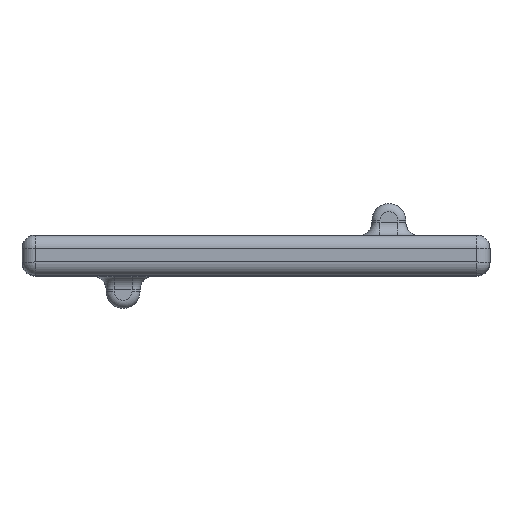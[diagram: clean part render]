
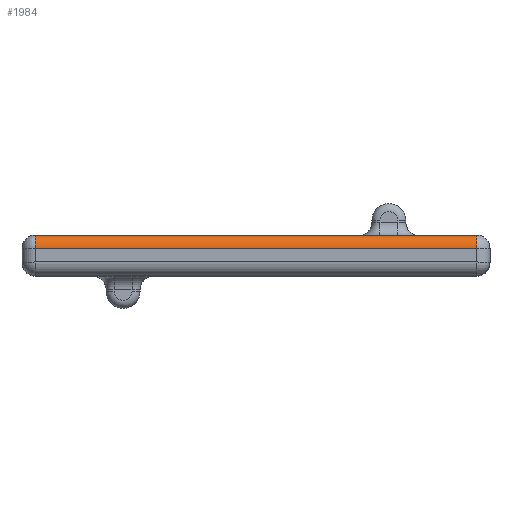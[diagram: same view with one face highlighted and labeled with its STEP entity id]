
A CAD part, top view. The second image highlights one B-rep face of the part: STEP entity #1984.
In plain terms, the highlighted cylindrical face has radius 0.5 mm (diameter 1 mm), a partial arc.
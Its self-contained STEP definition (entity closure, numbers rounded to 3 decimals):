
#189 = PLANE('',#190);
#190 = AXIS2_PLACEMENT_3D('',#191,#192,#193);
#191 = CARTESIAN_POINT('',(-8.7,0.75,25.18));
#192 = DIRECTION('',(0.,-1.,0.));
#193 = DIRECTION('',(0.,0.,-1.));
#713 = VERTEX_POINT('',#714);
#714 = CARTESIAN_POINT('',(8.2,0.75,24.68));
#740 = EDGE_CURVE('',#741,#713,#743,.T.);
#741 = VERTEX_POINT('',#742);
#742 = CARTESIAN_POINT('',(-8.2,0.75,24.68));
#743 = SURFACE_CURVE('',#744,(#748,#755),.PCURVE_S1.);
#744 = LINE('',#745,#746);
#745 = CARTESIAN_POINT('',(-8.7,0.75,24.68));
#746 = VECTOR('',#747,1.);
#747 = DIRECTION('',(1.,0.,0.));
#748 = PCURVE('',#189,#749);
#749 = DEFINITIONAL_REPRESENTATION('',(#750),#754);
#750 = LINE('',#751,#752);
#751 = CARTESIAN_POINT('',(0.5,0.));
#752 = VECTOR('',#753,1.);
#753 = DIRECTION('',(0.,1.));
#754 = ( GEOMETRIC_REPRESENTATION_CONTEXT(2) 
PARAMETRIC_REPRESENTATION_CONTEXT() REPRESENTATION_CONTEXT('2D SPACE',''
  ) );
#755 = PCURVE('',#756,#761);
#756 = CYLINDRICAL_SURFACE('',#757,0.5);
#757 = AXIS2_PLACEMENT_3D('',#758,#759,#760);
#758 = CARTESIAN_POINT('',(-8.7,0.25,24.68));
#759 = DIRECTION('',(1.,0.,0.));
#760 = DIRECTION('',(0.,1.,0.));
#761 = DEFINITIONAL_REPRESENTATION('',(#762),#766);
#762 = LINE('',#763,#764);
#763 = CARTESIAN_POINT('',(0.,0.));
#764 = VECTOR('',#765,1.);
#765 = DIRECTION('',(0.,1.));
#766 = ( GEOMETRIC_REPRESENTATION_CONTEXT(2) 
PARAMETRIC_REPRESENTATION_CONTEXT() REPRESENTATION_CONTEXT('2D SPACE',''
  ) );
#1951 = SPHERICAL_SURFACE('',#1952,0.5);
#1952 = AXIS2_PLACEMENT_3D('',#1953,#1954,#1955);
#1953 = CARTESIAN_POINT('',(8.2,0.25,24.68));
#1954 = DIRECTION('',(0.,0.,-1.));
#1955 = DIRECTION('',(0.,1.,0.));
#1984 = ADVANCED_FACE('',(#1985),#756,.T.);
#1985 = FACE_BOUND('',#1986,.T.);
#1986 = EDGE_LOOP('',(#1987,#1988,#2017,#2045));
#1987 = ORIENTED_EDGE('',*,*,#740,.F.);
#1988 = ORIENTED_EDGE('',*,*,#1989,.T.);
#1989 = EDGE_CURVE('',#741,#1990,#1992,.T.);
#1990 = VERTEX_POINT('',#1991);
#1991 = CARTESIAN_POINT('',(-8.2,0.25,25.18));
#1992 = SURFACE_CURVE('',#1993,(#1998,#2005),.PCURVE_S1.);
#1993 = CIRCLE('',#1994,0.5);
#1994 = AXIS2_PLACEMENT_3D('',#1995,#1996,#1997);
#1995 = CARTESIAN_POINT('',(-8.2,0.25,24.68));
#1996 = DIRECTION('',(1.,0.,-0.));
#1997 = DIRECTION('',(0.,1.,0.));
#1998 = PCURVE('',#756,#1999);
#1999 = DEFINITIONAL_REPRESENTATION('',(#2000),#2004);
#2000 = LINE('',#2001,#2002);
#2001 = CARTESIAN_POINT('',(0.,0.5));
#2002 = VECTOR('',#2003,1.);
#2003 = DIRECTION('',(1.,0.));
#2004 = ( GEOMETRIC_REPRESENTATION_CONTEXT(2) 
PARAMETRIC_REPRESENTATION_CONTEXT() REPRESENTATION_CONTEXT('2D SPACE',''
  ) );
#2005 = PCURVE('',#2006,#2011);
#2006 = SPHERICAL_SURFACE('',#2007,0.5);
#2007 = AXIS2_PLACEMENT_3D('',#2008,#2009,#2010);
#2008 = CARTESIAN_POINT('',(-8.2,0.25,24.68));
#2009 = DIRECTION('',(1.,0.,0.));
#2010 = DIRECTION('',(0.,1.,0.));
#2011 = DEFINITIONAL_REPRESENTATION('',(#2012),#2016);
#2012 = LINE('',#2013,#2014);
#2013 = CARTESIAN_POINT('',(0.,0.));
#2014 = VECTOR('',#2015,1.);
#2015 = DIRECTION('',(1.,0.));
#2016 = ( GEOMETRIC_REPRESENTATION_CONTEXT(2) 
PARAMETRIC_REPRESENTATION_CONTEXT() REPRESENTATION_CONTEXT('2D SPACE',''
  ) );
#2017 = ORIENTED_EDGE('',*,*,#2018,.T.);
#2018 = EDGE_CURVE('',#1990,#2019,#2021,.T.);
#2019 = VERTEX_POINT('',#2020);
#2020 = CARTESIAN_POINT('',(8.2,0.25,25.18));
#2021 = SURFACE_CURVE('',#2022,(#2026,#2033),.PCURVE_S1.);
#2022 = LINE('',#2023,#2024);
#2023 = CARTESIAN_POINT('',(-8.7,0.25,25.18));
#2024 = VECTOR('',#2025,1.);
#2025 = DIRECTION('',(1.,0.,0.));
#2026 = PCURVE('',#756,#2027);
#2027 = DEFINITIONAL_REPRESENTATION('',(#2028),#2032);
#2028 = LINE('',#2029,#2030);
#2029 = CARTESIAN_POINT('',(1.571,0.));
#2030 = VECTOR('',#2031,1.);
#2031 = DIRECTION('',(0.,1.));
#2032 = ( GEOMETRIC_REPRESENTATION_CONTEXT(2) 
PARAMETRIC_REPRESENTATION_CONTEXT() REPRESENTATION_CONTEXT('2D SPACE',''
  ) );
#2033 = PCURVE('',#2034,#2039);
#2034 = PLANE('',#2035);
#2035 = AXIS2_PLACEMENT_3D('',#2036,#2037,#2038);
#2036 = CARTESIAN_POINT('',(-8.7,0.75,25.18));
#2037 = DIRECTION('',(0.,0.,1.));
#2038 = DIRECTION('',(1.,0.,0.));
#2039 = DEFINITIONAL_REPRESENTATION('',(#2040),#2044);
#2040 = LINE('',#2041,#2042);
#2041 = CARTESIAN_POINT('',(0.,-0.5));
#2042 = VECTOR('',#2043,1.);
#2043 = DIRECTION('',(1.,0.));
#2044 = ( GEOMETRIC_REPRESENTATION_CONTEXT(2) 
PARAMETRIC_REPRESENTATION_CONTEXT() REPRESENTATION_CONTEXT('2D SPACE',''
  ) );
#2045 = ORIENTED_EDGE('',*,*,#2046,.T.);
#2046 = EDGE_CURVE('',#2019,#713,#2047,.T.);
#2047 = SURFACE_CURVE('',#2048,(#2053,#2059),.PCURVE_S1.);
#2048 = CIRCLE('',#2049,0.5);
#2049 = AXIS2_PLACEMENT_3D('',#2050,#2051,#2052);
#2050 = CARTESIAN_POINT('',(8.2,0.25,24.68));
#2051 = DIRECTION('',(-1.,0.,-0.));
#2052 = DIRECTION('',(0.,1.,0.));
#2053 = PCURVE('',#756,#2054);
#2054 = DEFINITIONAL_REPRESENTATION('',(#2055),#2058);
#2055 = B_SPLINE_CURVE_WITH_KNOTS('',1,(#2056,#2057),.UNSPECIFIED.,.F.,
  .F.,(2,2),(4.712,6.283),.PIECEWISE_BEZIER_KNOTS.);
#2056 = CARTESIAN_POINT('',(1.571,16.9));
#2057 = CARTESIAN_POINT('',(0.,16.9));
#2058 = ( GEOMETRIC_REPRESENTATION_CONTEXT(2) 
PARAMETRIC_REPRESENTATION_CONTEXT() REPRESENTATION_CONTEXT('2D SPACE',''
  ) );
#2059 = PCURVE('',#1951,#2060);
#2060 = DEFINITIONAL_REPRESENTATION('',(#2061),#2064);
#2061 = B_SPLINE_CURVE_WITH_KNOTS('',1,(#2062,#2063),.UNSPECIFIED.,.F.,
  .F.,(2,2),(4.712,6.283),.PIECEWISE_BEZIER_KNOTS.);
#2062 = CARTESIAN_POINT('',(0.,-1.571));
#2063 = CARTESIAN_POINT('',(0.,0.));
#2064 = ( GEOMETRIC_REPRESENTATION_CONTEXT(2) 
PARAMETRIC_REPRESENTATION_CONTEXT() REPRESENTATION_CONTEXT('2D SPACE',''
  ) );
